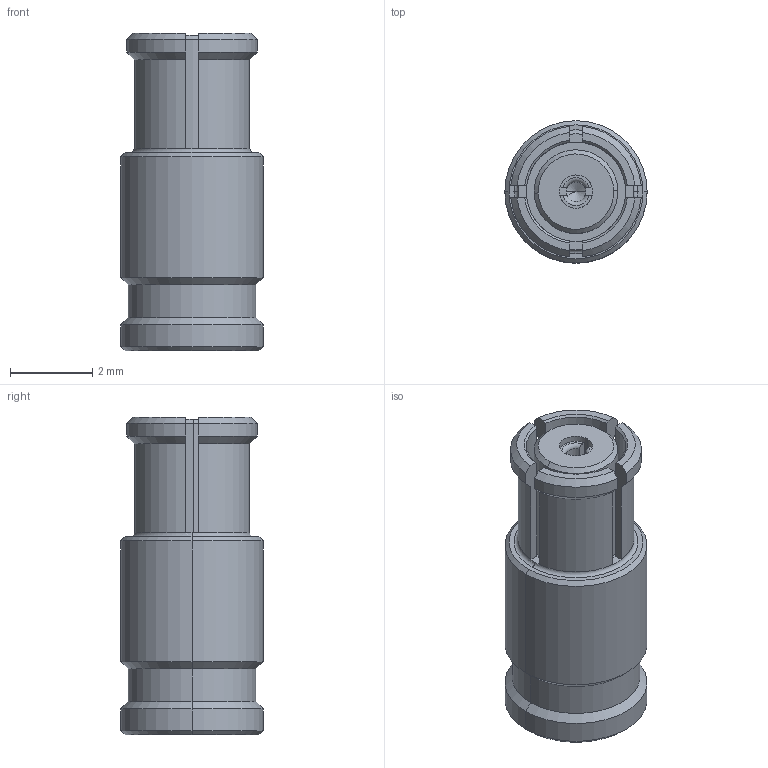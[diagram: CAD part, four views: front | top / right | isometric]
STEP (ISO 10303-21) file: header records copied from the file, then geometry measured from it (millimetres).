
FILE_DESCRIPTION (( 'STEP AP214' ), '1' );
FILE_NAME ('ÑÖÍÊ.434531.022ÑÁ_Ðîçåòêà+äëÿ ïîòðåáèòåëÿ.STEP', '2018-11-27T06:18:30', ( 'User' ), ( '' ), 'SwSTEP 2.0', 'SolidWorks 2016', '' );
FILE_SCHEMA (( 'AUTOMOTIVE_DESIGN' ));
Length unit declared in the file: millimetre
Products named in the file (1): ÑÖÍÊ.434531.022ÑÁ_Ðîçåòêà+äëÿ ïîòðåáèòåëÿ
Bounding box: 3.45 x 3.45 x 7.7 mm (x, y, z)
Volume: 50.1 mm3; surface area: 151.4 mm2
Topology: 1 solids, 1 shells, 83 faces, 208 edges, 129 vertices
Faces by surface type: plane 29, cone 26, cylinder 24, torus 4
Entity records: 3543 total; most frequent: CARTESIAN_POINT 599, DIRECTION 438, ORIENTED_EDGE 412, EDGE_CURVE 206, AXIS2_PLACEMENT_3D 176, VERTEX_POINT 129, CIRCLE 92, EDGE_LOOP 87
